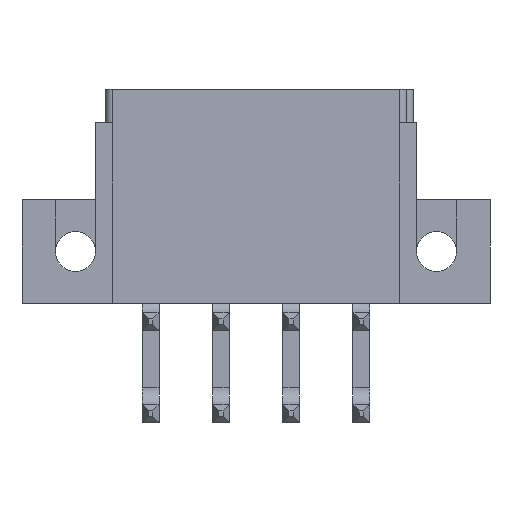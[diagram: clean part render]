
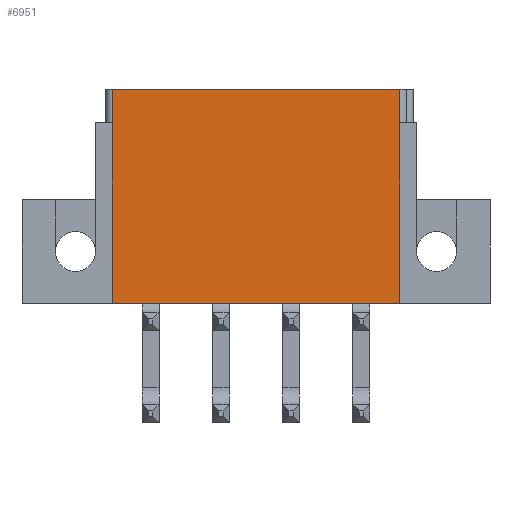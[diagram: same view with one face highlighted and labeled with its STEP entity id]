
A CAD part, front view. The second image highlights one B-rep face of the part: STEP entity #6951.
In plain terms, the highlighted planar face has unit normal (0, -1, 0).
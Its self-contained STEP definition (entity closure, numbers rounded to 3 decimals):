
#161=DIRECTION('',(-1.,0.,0.));
#162=VECTOR('',#161,17.2);
#163=CARTESIAN_POINT('',(8.6,0.4,0.));
#164=LINE('',#163,#162);
#516=DIRECTION('',(-1.,0.,0.));
#517=VECTOR('',#516,17.2);
#518=CARTESIAN_POINT('',(8.6,0.4,-12.8));
#519=LINE('',#518,#517);
#2208=DIRECTION('',(0.,0.,1.));
#2209=VECTOR('',#2208,2.);
#2210=CARTESIAN_POINT('',(8.6,0.4,-2.));
#2211=LINE('',#2210,#2209);
#2230=DIRECTION('',(0.,0.,1.));
#2231=VECTOR('',#2230,10.8);
#2232=CARTESIAN_POINT('',(8.6,0.4,-12.8));
#2233=LINE('',#2232,#2231);
#2578=DIRECTION('',(0.,0.,1.));
#2579=VECTOR('',#2578,2.);
#2580=CARTESIAN_POINT('',(-8.6,0.4,-2.));
#2581=LINE('',#2580,#2579);
#2639=DIRECTION('',(0.,0.,-1.));
#2640=VECTOR('',#2639,10.8);
#2641=CARTESIAN_POINT('',(-8.6,0.4,-2.));
#2642=LINE('',#2641,#2640);
#2687=CARTESIAN_POINT('',(8.6,0.4,-12.8));
#2688=CARTESIAN_POINT('',(-8.6,0.4,-12.8));
#2689=VERTEX_POINT('',#2687);
#2690=VERTEX_POINT('',#2688);
#2895=CARTESIAN_POINT('',(8.6,0.4,-2.));
#2896=CARTESIAN_POINT('',(8.6,0.4,0.));
#2897=VERTEX_POINT('',#2895);
#2898=VERTEX_POINT('',#2896);
#2939=CARTESIAN_POINT('',(-8.6,0.4,0.));
#2940=VERTEX_POINT('',#2939);
#2941=CARTESIAN_POINT('',(-8.6,0.4,-2.));
#2942=VERTEX_POINT('',#2941);
#6935=CARTESIAN_POINT('',(9.,0.4,0.));
#6936=DIRECTION('',(0.,-1.,0.));
#6937=DIRECTION('',(-1.,0.,0.));
#6938=AXIS2_PLACEMENT_3D('',#6935,#6936,#6937);
#6939=PLANE('',#6938);
#6940=ORIENTED_EDGE('',*,*,#6926,.F.);
#6942=ORIENTED_EDGE('',*,*,#6941,.F.);
#6943=ORIENTED_EDGE('',*,*,#3921,.T.);
#6945=ORIENTED_EDGE('',*,*,#6944,.F.);
#6947=ORIENTED_EDGE('',*,*,#6946,.T.);
#6948=ORIENTED_EDGE('',*,*,#3494,.F.);
#6949=EDGE_LOOP('',(#6940,#6942,#6943,#6945,#6947,#6948));
#6950=FACE_OUTER_BOUND('',#6949,.F.);
#6951=ADVANCED_FACE('',(#6950),#6939,.T.);
#3494=EDGE_CURVE('',#2898,#2940,#164,.T.);
#3921=EDGE_CURVE('',#2689,#2690,#519,.T.);
#6926=EDGE_CURVE('',#2897,#2898,#2211,.T.);
#6941=EDGE_CURVE('',#2689,#2897,#2233,.T.);
#6944=EDGE_CURVE('',#2942,#2690,#2642,.T.);
#6946=EDGE_CURVE('',#2942,#2940,#2581,.T.);
